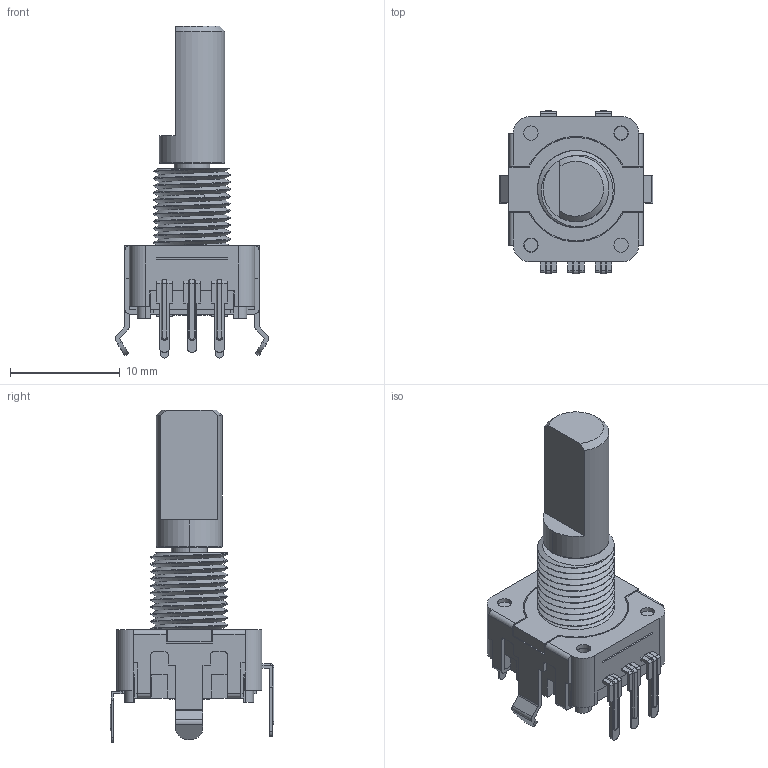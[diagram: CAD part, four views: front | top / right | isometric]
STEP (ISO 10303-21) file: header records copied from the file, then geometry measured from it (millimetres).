
FILE_DESCRIPTION(('FreeCAD Model'),'2;1');
FILE_NAME('PEC11-4220F-S0024.step', '2017-11-28T10:43:24',('kicad StepUp'),('ksu MCAD'), 'Open CASCADE STEP processor 6.8','FreeCAD','Unknown');
FILE_SCHEMA(('AUTOMOTIVE_DESIGN_CC2 { 1 2 10303 214 -1 1 5 4 }'));
Length unit declared in the file: millimetre
Products named in the file (1): PEC11-4220F-S0024
Bounding box: 14 x 14.9 x 30.2 mm (x, y, z)
Volume: 1372.2 mm3; surface area: 1682.9 mm2
Topology: 1 solids, 3 shells, 452 faces, 1221 edges, 792 vertices
Faces by surface type: plane 285, cylinder 137, torus 15, bspline 7, cone 7, extrusion 1
Entity records: 17570 total; most frequent: CARTESIAN_POINT 6075, ORIENTED_EDGE 2442, DIRECTION 2323, EDGE_CURVE 1221, VECTOR 901, LINE 900, VERTEX_POINT 792, AXIS2_PLACEMENT_3D 711
